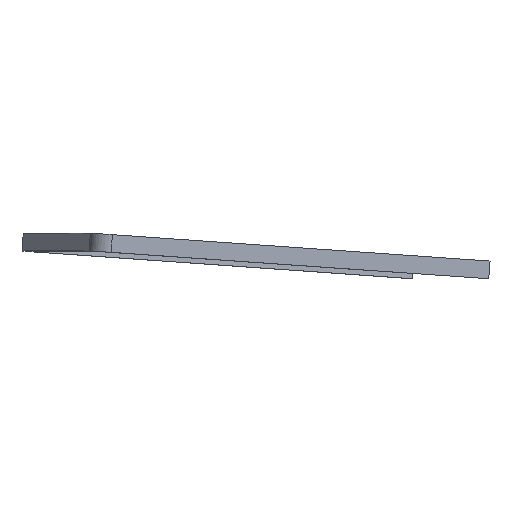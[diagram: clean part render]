
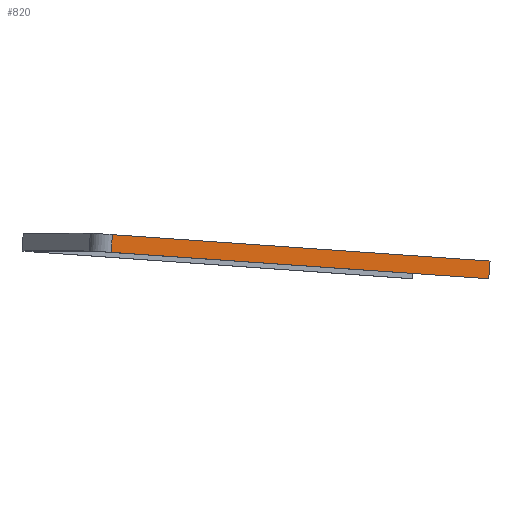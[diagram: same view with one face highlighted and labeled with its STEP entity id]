
A CAD part, front view. The second image highlights one B-rep face of the part: STEP entity #820.
In plain terms, the highlighted planar face has unit normal (0.058, -0.998, 0).
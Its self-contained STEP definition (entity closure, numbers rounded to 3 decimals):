
#43 = PLANE('',#44);
#44 = AXIS2_PLACEMENT_3D('',#45,#46,#47);
#45 = CARTESIAN_POINT('',(12126.72,1412.969,
    39.23));
#46 = DIRECTION('',(-0.069,-0.008,
    -0.998));
#47 = DIRECTION('',(-0.998,0.,
    0.069));
#97 = PLANE('',#98);
#98 = AXIS2_PLACEMENT_3D('',#99,#100,#101);
#99 = CARTESIAN_POINT('',(12123.925,1412.643,
    -1.071));
#100 = DIRECTION('',(-0.069,-0.008,
    -0.998));
#101 = DIRECTION('',(-0.998,0.,
    0.069));
#306 = VERTEX_POINT('',#307);
#307 = CARTESIAN_POINT('',(13100.834,766.235,
    -23.07));
#320 = PLANE('',#321);
#321 = AXIS2_PLACEMENT_3D('',#322,#323,#324);
#322 = CARTESIAN_POINT('',(12951.105,1513.767,
    -910.26));
#323 = DIRECTION('',(0.991,0.116,-0.07)
  );
#324 = DIRECTION('',(-0.07,0.,
    -0.998));
#331 = EDGE_CURVE('',#332,#306,#334,.T.);
#332 = VERTEX_POINT('',#333);
#333 = CARTESIAN_POINT('',(12240.145,716.106,
    37.014));
#334 = SURFACE_CURVE('',#335,(#339,#345),.PCURVE_S1.);
#335 = LINE('',#336,#337);
#336 = CARTESIAN_POINT('',(6114.645,359.336,
    464.629));
#337 = VECTOR('',#338,1.);
#338 = DIRECTION('',(0.996,0.058,
    -0.07));
#339 = PCURVE('',#43,#340);
#340 = DEFINITIONAL_REPRESENTATION('',(#341),#344);
#341 = B_SPLINE_CURVE_WITH_KNOTS('',1,(#342,#343),.UNSPECIFIED.,.F.,.F.,
  (2,2),(5987.031,7122.736),
  .PIECEWISE_BEZIER_KNOTS.);
#342 = CARTESIAN_POINT('',(50.149,-706.384));
#343 = CARTESIAN_POINT('',(-1083.643,-640.506));
#344 = ( GEOMETRIC_REPRESENTATION_CONTEXT(2) 
PARAMETRIC_REPRESENTATION_CONTEXT() REPRESENTATION_CONTEXT('2D SPACE',''
  ) );
#345 = PCURVE('',#346,#351);
#346 = PLANE('',#347);
#347 = AXIS2_PLACEMENT_3D('',#348,#349,#350);
#348 = CARTESIAN_POINT('',(-0.186,3.188,0.));
#349 = DIRECTION('',(0.058,-0.998,0.));
#350 = DIRECTION('',(0.,0.,-1.));
#351 = DEFINITIONAL_REPRESENTATION('',(#352),#355);
#352 = B_SPLINE_CURVE_WITH_KNOTS('',1,(#353,#354),.UNSPECIFIED.,.F.,.F.,
  (2,2),(5987.031,7122.736),
  .PIECEWISE_BEZIER_KNOTS.);
#353 = CARTESIAN_POINT('',(-48.397,12097.739));
#354 = CARTESIAN_POINT('',(30.56,13230.695));
#355 = ( GEOMETRIC_REPRESENTATION_CONTEXT(2) 
PARAMETRIC_REPRESENTATION_CONTEXT() REPRESENTATION_CONTEXT('2D SPACE',''
  ) );
#374 = CYLINDRICAL_SURFACE('',#375,48.);
#375 = AXIS2_PLACEMENT_3D('',#376,#377,#378);
#376 = CARTESIAN_POINT('',(12173.86,760.326,
    -872.516));
#377 = DIRECTION('',(0.07,0.004,
    0.998));
#378 = DIRECTION('',(-0.991,-0.116,0.07)
  );
#620 = VERTEX_POINT('',#621);
#621 = CARTESIAN_POINT('',(13098.021,766.071,
    -63.372));
#640 = EDGE_CURVE('',#641,#620,#643,.T.);
#641 = VERTEX_POINT('',#642);
#642 = CARTESIAN_POINT('',(12237.331,715.942,
    -3.288));
#643 = SURFACE_CURVE('',#644,(#648,#654),.PCURVE_S1.);
#644 = LINE('',#645,#646);
#645 = CARTESIAN_POINT('',(6111.841,359.173,
    424.326));
#646 = VECTOR('',#647,1.);
#647 = DIRECTION('',(0.996,0.058,
    -0.07));
#648 = PCURVE('',#97,#649);
#649 = DEFINITIONAL_REPRESENTATION('',(#650),#653);
#650 = B_SPLINE_CURVE_WITH_KNOTS('',1,(#651,#652),.UNSPECIFIED.,.F.,.F.,
  (2,2),(5989.847,7122.723),
  .PIECEWISE_BEZIER_KNOTS.);
#651 = CARTESIAN_POINT('',(47.348,-706.057));
#652 = CARTESIAN_POINT('',(-1083.62,-640.344));
#653 = ( GEOMETRIC_REPRESENTATION_CONTEXT(2) 
PARAMETRIC_REPRESENTATION_CONTEXT() REPRESENTATION_CONTEXT('2D SPACE',''
  ) );
#654 = PCURVE('',#346,#655);
#655 = DEFINITIONAL_REPRESENTATION('',(#656),#659);
#656 = B_SPLINE_CURVE_WITH_KNOTS('',1,(#657,#658),.UNSPECIFIED.,.F.,.F.,
  (2,2),(5989.847,7122.723),
  .PIECEWISE_BEZIER_KNOTS.);
#657 = CARTESIAN_POINT('',(-7.898,12097.739));
#658 = CARTESIAN_POINT('',(70.862,13227.873));
#659 = ( GEOMETRIC_REPRESENTATION_CONTEXT(2) 
PARAMETRIC_REPRESENTATION_CONTEXT() REPRESENTATION_CONTEXT('2D SPACE',''
  ) );
#798 = EDGE_CURVE('',#641,#332,#799,.T.);
#799 = SURFACE_CURVE('',#800,(#804,#811),.PCURVE_S1.);
#800 = LINE('',#801,#802);
#801 = CARTESIAN_POINT('',(12176.651,712.408,
    -872.516));
#802 = VECTOR('',#803,1.);
#803 = DIRECTION('',(0.07,0.004,
    0.998));
#804 = PCURVE('',#374,#805);
#805 = DEFINITIONAL_REPRESENTATION('',(#806),#810);
#806 = LINE('',#807,#808);
#807 = CARTESIAN_POINT('',(1.513,0.));
#808 = VECTOR('',#809,1.);
#809 = DIRECTION('',(0.,1.));
#810 = ( GEOMETRIC_REPRESENTATION_CONTEXT(2) 
PARAMETRIC_REPRESENTATION_CONTEXT() REPRESENTATION_CONTEXT('2D SPACE',''
  ) );
#811 = PCURVE('',#346,#812);
#812 = DEFINITIONAL_REPRESENTATION('',(#813),#817);
#813 = LINE('',#814,#815);
#814 = CARTESIAN_POINT('',(872.516,12197.473));
#815 = VECTOR('',#816,1.);
#816 = DIRECTION('',(-0.998,0.07));
#817 = ( GEOMETRIC_REPRESENTATION_CONTEXT(2) 
PARAMETRIC_REPRESENTATION_CONTEXT() REPRESENTATION_CONTEXT('2D SPACE',''
  ) );
#820 = ADVANCED_FACE('',(#821),#346,.T.);
#821 = FACE_BOUND('',#822,.T.);
#822 = EDGE_LOOP('',(#823,#824,#843,#844));
#823 = ORIENTED_EDGE('',*,*,#640,.T.);
#824 = ORIENTED_EDGE('',*,*,#825,.T.);
#825 = EDGE_CURVE('',#620,#306,#826,.T.);
#826 = SURFACE_CURVE('',#827,(#831,#837),.PCURVE_S1.);
#827 = LINE('',#828,#829);
#828 = CARTESIAN_POINT('',(13038.687,762.615,
    -913.319));
#829 = VECTOR('',#830,1.);
#830 = DIRECTION('',(0.07,0.004,
    0.998));
#831 = PCURVE('',#346,#832);
#832 = DEFINITIONAL_REPRESENTATION('',(#833),#836);
#833 = B_SPLINE_CURVE_WITH_KNOTS('',1,(#834,#835),.UNSPECIFIED.,.F.,.F.,
  (2,2),(-12000103.139,12000096.962),
  .PIECEWISE_BEZIER_KNOTS.);
#834 = CARTESIAN_POINT('',(11971784.331,-824030.757));
#835 = CARTESIAN_POINT('',(-11969951.531,850152.265));
#836 = ( GEOMETRIC_REPRESENTATION_CONTEXT(2) 
PARAMETRIC_REPRESENTATION_CONTEXT() REPRESENTATION_CONTEXT('2D SPACE',''
  ) );
#837 = PCURVE('',#320,#838);
#838 = DEFINITIONAL_REPRESENTATION('',(#839),#842);
#839 = B_SPLINE_CURVE_WITH_KNOTS('',1,(#840,#841),.UNSPECIFIED.,.F.,.F.,
  (2,2),(-12000103.139,12000096.962),
  .PIECEWISE_BEZIER_KNOTS.);
#840 = CARTESIAN_POINT('',(12000000.,-49758.493));
#841 = CARTESIAN_POINT('',(-12000000.,48245.987));
#842 = ( GEOMETRIC_REPRESENTATION_CONTEXT(2) 
PARAMETRIC_REPRESENTATION_CONTEXT() REPRESENTATION_CONTEXT('2D SPACE',''
  ) );
#843 = ORIENTED_EDGE('',*,*,#331,.F.);
#844 = ORIENTED_EDGE('',*,*,#798,.F.);
